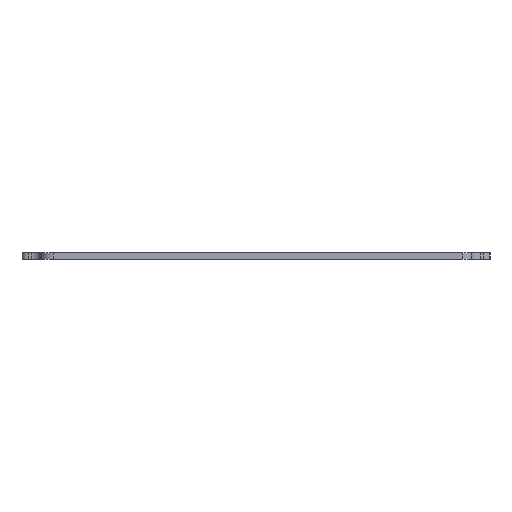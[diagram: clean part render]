
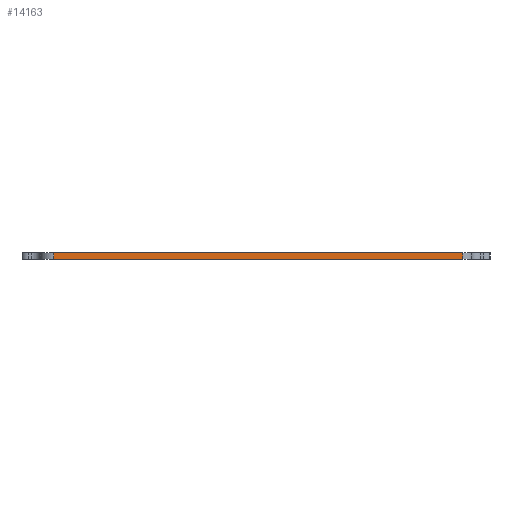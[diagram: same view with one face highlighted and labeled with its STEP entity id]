
A CAD part, front view. The second image highlights one B-rep face of the part: STEP entity #14163.
In plain terms, the highlighted planar face has unit normal (0, -1, 0).
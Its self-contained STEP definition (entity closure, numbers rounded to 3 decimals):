
#214=PLANE('',#15283);
#580=FACE_OUTER_BOUND('',#1395,.T.);
#1395=EDGE_LOOP('',(#10236,#10237,#10238,#10239));
#2276=LINE('',#21062,#3712);
#2576=LINE('',#22270,#4012);
#2582=LINE('',#22285,#4018);
#2583=LINE('',#22286,#4019);
#3712=VECTOR('',#16623,1.);
#4012=VECTOR('',#17541,10.);
#4018=VECTOR('',#17557,10.);
#4019=VECTOR('',#17558,1.);
#5842=VERTEX_POINT('',#20860);
#5942=VERTEX_POINT('',#21060);
#6540=VERTEX_POINT('',#22266);
#6545=VERTEX_POINT('',#22284);
#7404=EDGE_CURVE('',#5942,#5842,#2276,.T.);
#8010=EDGE_CURVE('',#5842,#6540,#2576,.T.);
#8017=EDGE_CURVE('',#6545,#5942,#2582,.T.);
#8018=EDGE_CURVE('',#6540,#6545,#2583,.T.);
#10236=ORIENTED_EDGE('',*,*,#8010,.F.);
#10237=ORIENTED_EDGE('',*,*,#7404,.F.);
#10238=ORIENTED_EDGE('',*,*,#8017,.F.);
#10239=ORIENTED_EDGE('',*,*,#8018,.F.);
#14163=ADVANCED_FACE('',(#580),#214,.T.);
#15283=AXIS2_PLACEMENT_3D('',#22283,#17555,#17556);
#16623=DIRECTION('',(1.,0.,0.));
#17541=DIRECTION('',(0.,0.,-1.));
#17555=DIRECTION('center_axis',(0.,-1.,0.));
#17556=DIRECTION('ref_axis',(1.,0.,0.));
#17557=DIRECTION('',(0.,0.,1.));
#17558=DIRECTION('',(-1.,0.,0.));
#20860=CARTESIAN_POINT('',(47.592,-153.625,-7.5));
#21060=CARTESIAN_POINT('',(-44.144,-153.625,-7.5));
#21062=CARTESIAN_POINT('',(-45.376,-153.625,-7.5));
#22266=CARTESIAN_POINT('',(47.592,-153.625,-9.));
#22270=CARTESIAN_POINT('',(47.592,-153.625,-11.945));
#22283=CARTESIAN_POINT('Origin',(-47.876,-153.625,-10.15));
#22284=CARTESIAN_POINT('',(-44.144,-153.625,-9.));
#22285=CARTESIAN_POINT('',(-44.144,-153.625,-16.956));
#22286=CARTESIAN_POINT('',(47.824,-153.625,-9.));
